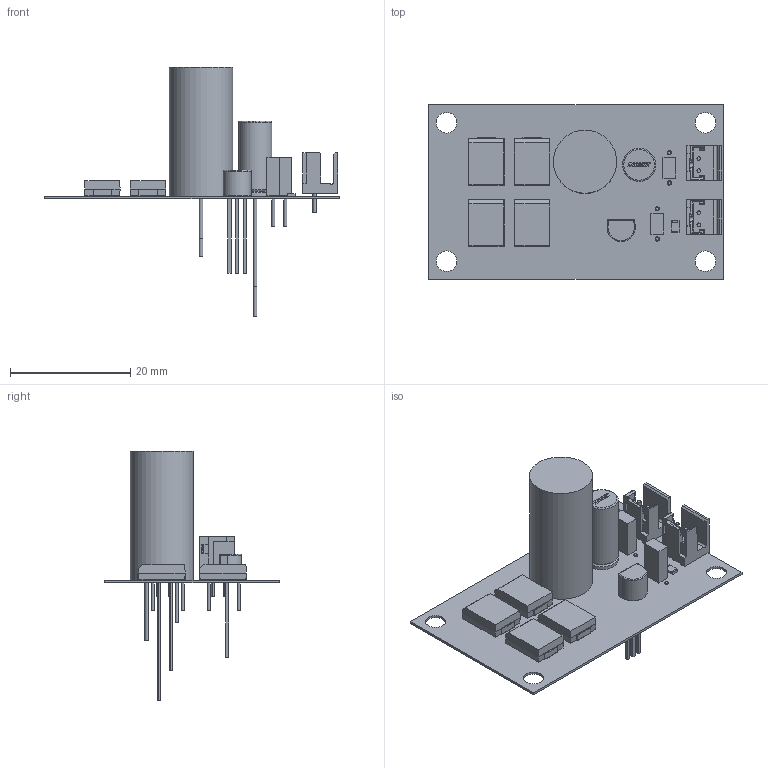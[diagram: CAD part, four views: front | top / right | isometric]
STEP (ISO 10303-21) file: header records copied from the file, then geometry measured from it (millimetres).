
FILE_DESCRIPTION(('Open CASCADE Model'),'2;1');
FILE_NAME('Open CASCADE Shape Model','2024-04-01T13:54:44',('Author'),( 'Open CASCADE'),'Open CASCADE STEP processor 7.5','Open CASCADE 7.5' ,'Unknown');
FILE_SCHEMA(('AUTOMOTIVE_DESIGN { 1 0 10303 214 1 1 1 1 }'));
Length unit declared in the file: millimetre
Products named in the file (32): PCB; Board; Open CASCADE STEP translator 7.5 1.1.1; REG1; 7380492176; TS110-7A1-AP_Bulk Pack (Straight); STMicro Logo; R6; 7380493376; J10; 6073236368; J9; D5; 7380488656; Body; FilletPin1; FilletPin2; D4; D3; D2; C11; 7380495056; Leads; C10; C9; 7380490816; C8; 7380489696; SimpleBody; Pin1; Pin2
Assembly tree (36 placements, depth 4):
  PCB
    Board
      Open CASCADE STEP translator 7.5 1.1.1
    REG1
      7380492176
        TS110-7A1-AP_Bulk Pack (Straight)
        STMicro Logo
    R6
      7380493376
    J10
      6073236368
    J9
      6073236368
    D5
      7380488656
        Body
        FilletPin1
        FilletPin2
    D4
      7380488656
        Body
        FilletPin1
        FilletPin2
    D3
      7380488656
        Body
        FilletPin1
        FilletPin2
    D2
      7380488656
        Body
        FilletPin1
        FilletPin2
    C11
      7380495056
        Body
        Leads
    C10
      7380495056
        Body
        Leads
    C9
      7380490816
    C8
      7380489696
        SimpleBody
        Pin1
        Pin2
Bounding box: 49 x 29 x 41.5 mm (x, y, z)
Volume: 3569.6 mm3; surface area: 5904.4 mm2
Topology: 37 solids, 37 shells, 566 faces, 1401 edges, 908 vertices
Faces by surface type: plane 430, cylinder 97, bspline 21, torus 10, sphere 8
Full cylindrical faces by diameter (mm): 0.5 x4, 0.62 x2, 0.7 x6, 0.8 x6, 0.89 x3, 3.4 x4, 10.5 x1
Entity records: 12015 total; most frequent: CARTESIAN_POINT 2166, ORIENTED_EDGE 1748, DIRECTION 1719, EDGE_CURVE 874, LINE 665, VECTOR 665, VERTEX_POINT 569, AXIS2_PLACEMENT_3D 527
